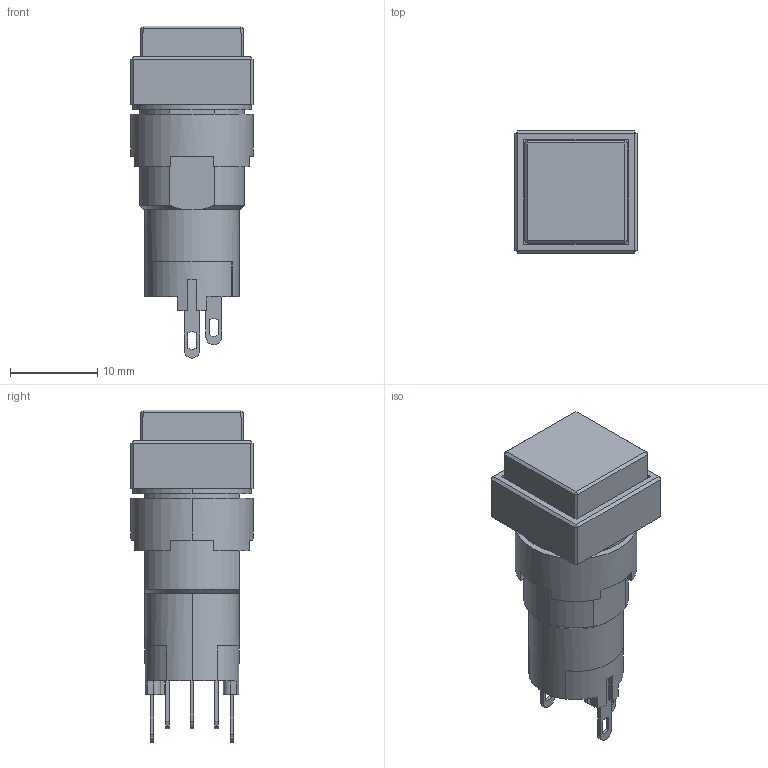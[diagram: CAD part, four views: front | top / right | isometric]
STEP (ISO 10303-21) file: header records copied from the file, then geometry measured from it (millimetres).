
FILE_DESCRIPTION (( 'STEP AP214' ), '1' );
FILE_NAME ('03_AL2Q-[M][A]11(P)$.STEP', '2020-10-26T01:40:58', ( 'IDEC' ), ( 'IDEC' ), 'SwSTEP 2.0', 'SolidWorks 2019', '' );
FILE_SCHEMA (( 'AUTOMOTIVE_DESIGN' ));
Length unit declared in the file: millimetre
Products named in the file (5): A2-ILL-BASE_1C; A2-BODY-Q; A2-LOCK-NUT; A2-OPERATOR-Q; 03_AL2Q-[M][A]11(P)$
Assembly tree (4 placements, depth 2):
  03_AL2Q-[M][A]11(P)$
    A2-BODY-Q
    A2-OPERATOR-Q
    A2-ILL-BASE_1C
    A2-LOCK-NUT
Bounding box: 14 x 14 x 38 mm (x, y, z)
Volume: 3768.8 mm3; surface area: 3111.6 mm2
Topology: 4 solids, 4 shells, 189 faces, 496 edges, 321 vertices
Faces by surface type: plane 131, cylinder 53, cone 5
Entity records: 6029 total; most frequent: CARTESIAN_POINT 1049, DIRECTION 1013, ORIENTED_EDGE 992, EDGE_CURVE 496, LINE 347, VECTOR 347, AXIS2_PLACEMENT_3D 333, VERTEX_POINT 321
